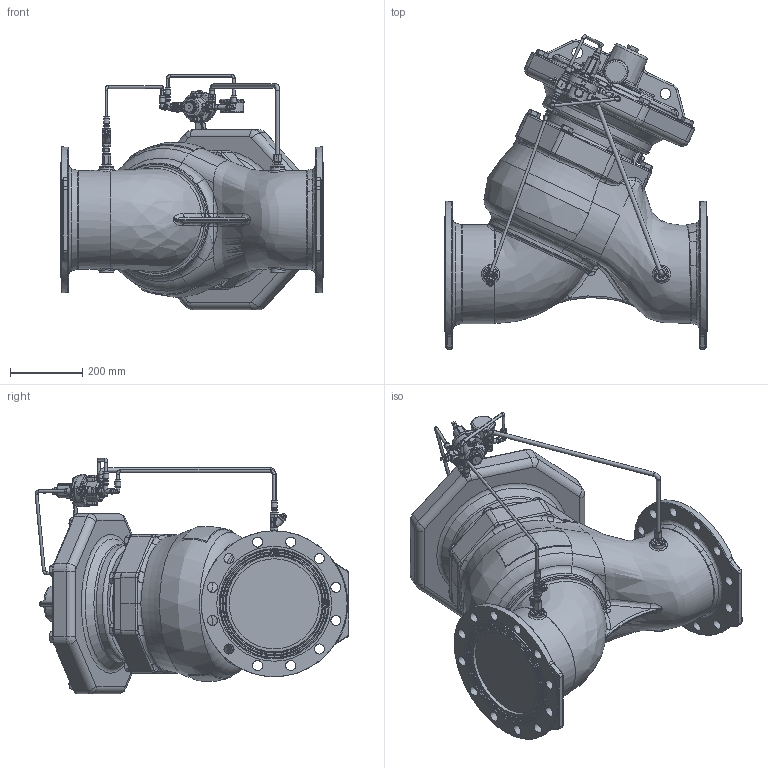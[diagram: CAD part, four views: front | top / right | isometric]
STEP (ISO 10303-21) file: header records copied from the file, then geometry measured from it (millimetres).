
FILE_DESCRIPTION(/* description */ (''),/* implementation_level */ '2;1');
FILE_NAME(/* name */ '',/* time_stamp */ '2025-01-10T15:55:49+03:00',/* author */ ('salih.surener'),/* organization */ (''),/* preprocessor_version */ 'ST-DEVELOPER v20',/* originating_system */ 'Autodesk Inventor 2025',/* authorisation */ '');
FILE_SCHEMA (('CONFIG_CONTROL_DESIGN'));
Products named in the file (1): DRY80 DN250 PN16 GA Drawing
Bounding box: 730 x 871.35 x 654.51 mm (x, y, z)
Volume: 99590282.3 mm3; surface area: 2293611.3 mm2
Topology: 1 solids, 6 shells, 3077 faces, 7225 edges, 4349 vertices
Faces by surface type: plane 1109, cylinder 695, bspline 547, cone 387, torus 266, sphere 73
Full cylindrical faces by diameter (mm): 2 x1, 2.388 x1, 2.731 x1, 3 x1, 3.5 x1, 4 x2, 4.134 x8, 4.5 x1, 5.1 x8, 5.3 x1, 5.5 x1, 6 x13, 6.2 x1, 6.4 x8, 7.137 x1, 7.6 x1, 7.8 x2, 8 x17, 8.2 x2, 8.5 x1, 8.566 x2, 8.9 x1, 9.2 x3, 9.4 x2, 9.5 x1, 10 x13, 11 x8, 11.445 x4, 12 x5, 12.1 x1
Entity records: 127770 total; most frequent: CARTESIAN_POINT 58258, ORIENTED_EDGE 14340, DIRECTION 13216, EDGE_CURVE 7170, AXIS2_PLACEMENT_3D 5347, VERTEX_POINT 4349, EDGE_LOOP 3392, FACE_OUTER_BOUND 3077
